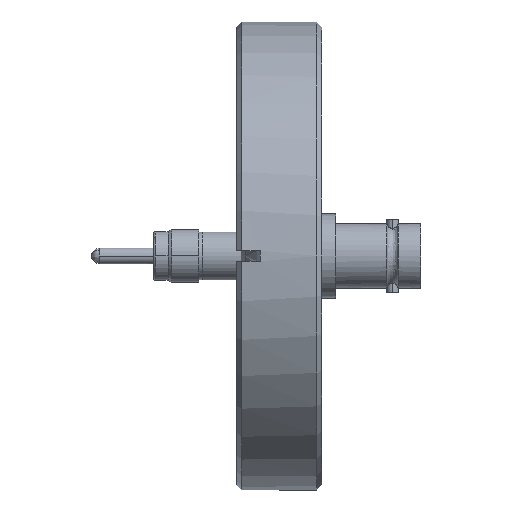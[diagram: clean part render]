
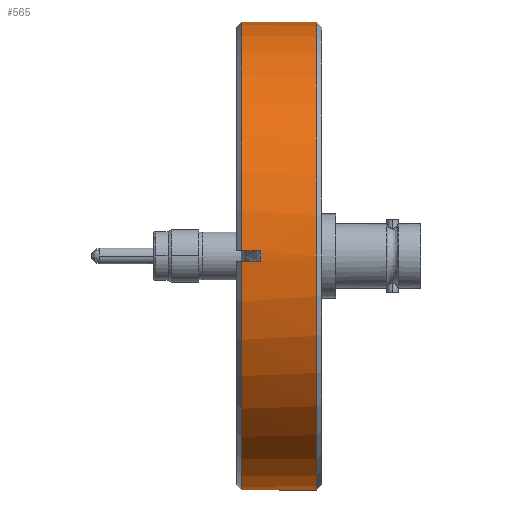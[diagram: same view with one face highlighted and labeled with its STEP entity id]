
A CAD part, left-side view. The second image highlights one B-rep face of the part: STEP entity #565.
In plain terms, the highlighted cylindrical face has radius 34.925 mm (diameter 69.85 mm), a partial arc.
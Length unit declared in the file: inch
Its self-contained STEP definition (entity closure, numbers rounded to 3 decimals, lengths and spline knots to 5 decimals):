
#438 = CARTESIAN_POINT ( 'NONE',  ( 0., 0., 1.375 ) ) ;
#439 = LINE ( 'NONE', #438, #4248 ) ;
#441 = CARTESIAN_POINT ( 'NONE',  ( 0., 0.021, 0. ) ) ;
#442 = DIRECTION ( 'NONE',  ( 0., 1., 0. ) ) ;
#443 = DIRECTION ( 'NONE',  ( 0., 0., 1. ) ) ;
#450 = DIRECTION ( 'NONE',  ( 0., 1., 0. ) ) ;
#457 = LINE ( 'NONE', #459, #3384 ) ;
#459 = CARTESIAN_POINT ( 'NONE',  ( 0., 0., -1.375 ) ) ;
#468 = DIRECTION ( 'NONE',  ( 0., 1., 0. ) ) ;
#565 = ADVANCED_FACE ( 'NONE', ( #1524 ), #1519, .T. ) ;
#643 = AXIS2_PLACEMENT_3D ( 'NONE', #1523, #1530, #1518 ) ;
#733 = DIRECTION ( 'NONE',  ( 0., -1., 0. ) ) ;
#735 = CARTESIAN_POINT ( 'NONE',  ( -1.37465, 0., -0.031 ) ) ;
#736 = CARTESIAN_POINT ( 'NONE',  ( -1.37465, -0.08748, 0.031 ) ) ;
#737 = LINE ( 'NONE', #735, #3131 ) ;
#738 = CARTESIAN_POINT ( 'NONE',  ( -1.37465, -0.08748, -0.031 ) ) ;
#741 = DIRECTION ( 'NONE',  ( 0., -1., 0. ) ) ;
#742 = DIRECTION ( 'NONE',  ( 0., 0., 1. ) ) ;
#743 = DIRECTION ( 'NONE',  ( 0., 1., 0. ) ) ;
#744 = CARTESIAN_POINT ( 'NONE',  ( 0., 0.021, 0. ) ) ;
#745 = LINE ( 'NONE', #753, #3017 ) ;
#746 = CARTESIAN_POINT ( 'NONE',  ( -1.37512, -0.08752, 0.01032 ) ) ;
#747 = DIRECTION ( 'NONE',  ( 0., 0., 1. ) ) ;
#748 = DIRECTION ( 'NONE',  ( 0., 1., 0. ) ) ;
#749 = CARTESIAN_POINT ( 'NONE',  ( 0., -0.419, 0. ) ) ;
#753 = CARTESIAN_POINT ( 'NONE',  ( -1.37465, 0., 0.031 ) ) ;
#754 = CARTESIAN_POINT ( 'NONE',  ( -1.37512, -0.08752, -0.01035 ) ) ;
#1518 = DIRECTION ( 'NONE',  ( 0., 0., 1. ) ) ;
#1519 = CYLINDRICAL_SURFACE ( 'NONE', #643, 1.375 ) ;
#1523 = CARTESIAN_POINT ( 'NONE',  ( 0., 0., 0. ) ) ;
#1524 = FACE_OUTER_BOUND ( 'NONE', #4222, .T. ) ;
#1530 = DIRECTION ( 'NONE',  ( 0., 1., 0. ) ) ;
#1624 = B_SPLINE_CURVE_WITH_KNOTS ( 'NONE', 3,
 ( #738, #754, #746, #736 ),
 .UNSPECIFIED., .F., .F.,
 ( 4, 4 ),
 ( 0.11473, 0.1163 ),
 .UNSPECIFIED. ) ;
#2018 = EDGE_CURVE ( 'NONE', #3609, #3549, #2959, .T. ) ;
#2019 = EDGE_CURVE ( 'NONE', #4022, #4100, #3073, .T. ) ;
#2020 = EDGE_CURVE ( 'NONE', #4022, #4079, #745, .T. ) ;
#2021 = EDGE_CURVE ( 'NONE', #4076, #4079, #1624, .T. ) ;
#2022 = EDGE_CURVE ( 'NONE', #3996, #4076, #737, .T. ) ;
#2378 = CARTESIAN_POINT ( 'NONE',  ( 0., -0.419, 1.375 ) ) ;
#2385 = CARTESIAN_POINT ( 'NONE',  ( 0., 0.021, -1.375 ) ) ;
#2438 = CARTESIAN_POINT ( 'NONE',  ( 0., -0.419, -1.375 ) ) ;
#2466 = CARTESIAN_POINT ( 'NONE',  ( -1.37465, 0.021, -0.031 ) ) ;
#2480 = CARTESIAN_POINT ( 'NONE',  ( -1.37465, 0.021, 0.031 ) ) ;
#2520 = CARTESIAN_POINT ( 'NONE',  ( -1.37465, -0.08748, -0.031 ) ) ;
#2523 = CARTESIAN_POINT ( 'NONE',  ( -1.37465, -0.08748, 0.031 ) ) ;
#2544 = CARTESIAN_POINT ( 'NONE',  ( 0., 0.021, 1.375 ) ) ;
#2718 = EDGE_CURVE ( 'NONE', #3556, #3996, #4266, .T. ) ;
#2721 = EDGE_CURVE ( 'NONE', #3549, #4100, #439, .T. ) ;
#2727 = EDGE_CURVE ( 'NONE', #3609, #3556, #457, .T. ) ;
#2959 = CIRCLE ( 'NONE', #3000, 1.375 ) ;
#2986 = AXIS2_PLACEMENT_3D ( 'NONE', #744, #743, #742 ) ;
#3000 = AXIS2_PLACEMENT_3D ( 'NONE', #749, #748, #747 ) ;
#3017 = VECTOR ( 'NONE', #741, 39.37008 ) ;
#3073 = CIRCLE ( 'NONE', #2986, 1.375 ) ;
#3131 = VECTOR ( 'NONE', #733, 39.37008 ) ;
#3384 = VECTOR ( 'NONE', #468, 39.37008 ) ;
#3549 = VERTEX_POINT ( 'NONE', #2378 ) ;
#3556 = VERTEX_POINT ( 'NONE', #2385 ) ;
#3609 = VERTEX_POINT ( 'NONE', #2438 ) ;
#3768 = ORIENTED_EDGE ( 'NONE', *, *, #2718, .F. ) ;
#3769 = ORIENTED_EDGE ( 'NONE', *, *, #2022, .F. ) ;
#3770 = ORIENTED_EDGE ( 'NONE', *, *, #2021, .F. ) ;
#3771 = ORIENTED_EDGE ( 'NONE', *, *, #2020, .T. ) ;
#3772 = ORIENTED_EDGE ( 'NONE', *, *, #2019, .F. ) ;
#3773 = ORIENTED_EDGE ( 'NONE', *, *, #2721, .T. ) ;
#3774 = ORIENTED_EDGE ( 'NONE', *, *, #2018, .T. ) ;
#3775 = ORIENTED_EDGE ( 'NONE', *, *, #2727, .F. ) ;
#3996 = VERTEX_POINT ( 'NONE', #2466 ) ;
#4022 = VERTEX_POINT ( 'NONE', #2480 ) ;
#4076 = VERTEX_POINT ( 'NONE', #2520 ) ;
#4079 = VERTEX_POINT ( 'NONE', #2523 ) ;
#4100 = VERTEX_POINT ( 'NONE', #2544 ) ;
#4222 = EDGE_LOOP ( 'NONE', ( #3775, #3774, #3773, #3772, #3771, #3770, #3769, #3768 ) ) ;
#4248 = VECTOR ( 'NONE', #450, 39.37008 ) ;
#4259 = AXIS2_PLACEMENT_3D ( 'NONE', #441, #442, #443 ) ;
#4266 = CIRCLE ( 'NONE', #4259, 1.375 ) ;
